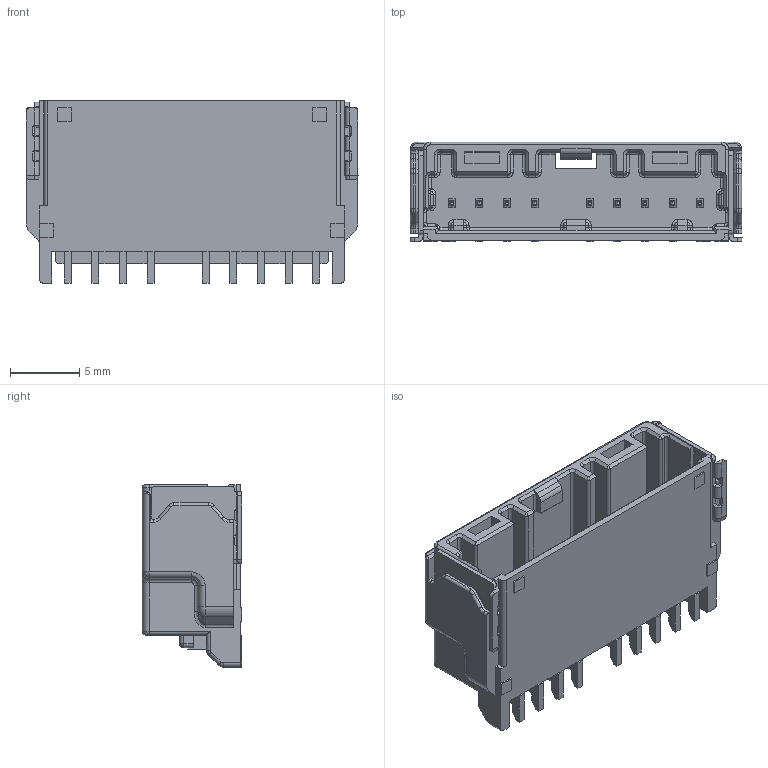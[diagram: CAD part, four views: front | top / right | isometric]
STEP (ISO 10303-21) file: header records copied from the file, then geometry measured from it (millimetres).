
FILE_DESCRIPTION (( 'STEP AP214' ), '1' );
FILE_NAME ('C_020_D_C_SMT_9M_H_ASSY_BK_(B)_Rev.B.STEP', '2020-10-21T02:10:43', ( '' ), ( '' ), 'SwSTEP 2.0', 'SolidWorks 2019', '' );
FILE_SCHEMA (( 'AUTOMOTIVE_DESIGN' ));
Length unit declared in the file: millimetre
Products named in the file (1): C_020_D_C_SMT_9M_H_ASSY_BK_(B)_Rev.B
Bounding box: 24.05 x 7.2 x 13.2 mm (x, y, z)
Volume: 850.1 mm3; surface area: 2064.6 mm2
Topology: 1 solids, 4 shells, 948 faces, 2501 edges, 1528 vertices
Faces by surface type: plane 512, cylinder 296, bspline 100, cone 34, torus 6
Entity records: 31179 total; most frequent: CARTESIAN_POINT 9359, ORIENTED_EDGE 4914, DIRECTION 3993, EDGE_CURVE 2457, VECTOR 1597, LINE 1597, VERTEX_POINT 1528, AXIS2_PLACEMENT_3D 1198
